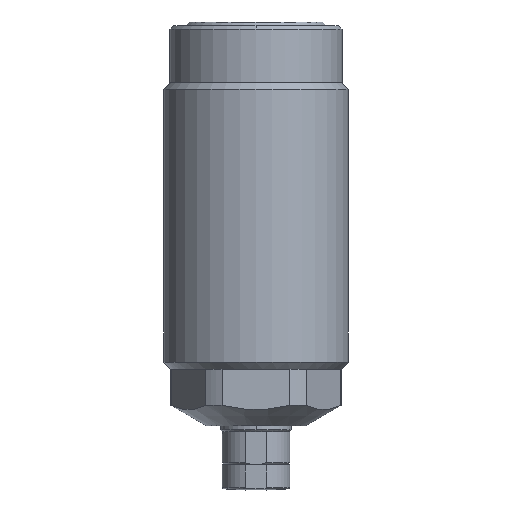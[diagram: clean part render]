
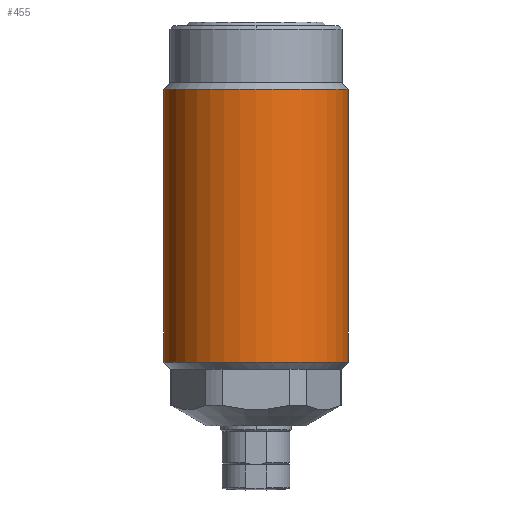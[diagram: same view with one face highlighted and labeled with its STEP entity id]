
A CAD part, front view. The second image highlights one B-rep face of the part: STEP entity #455.
In plain terms, the highlighted cylindrical face has radius 13 mm (diameter 26 mm), a partial arc.
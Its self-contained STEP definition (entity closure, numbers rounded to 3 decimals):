
#3 = CARTESIAN_POINT ( 'NONE',  ( 17.017, 6.737, 19. ) ) ;
#11 = VERTEX_POINT ( 'NONE', #1752 ) ;
#46 = EDGE_CURVE ( 'NONE', #267, #136, #654, .T. ) ;
#136 = VERTEX_POINT ( 'NONE', #159 ) ;
#159 = CARTESIAN_POINT ( 'NONE',  ( -8.983, 6.737, 19. ) ) ;
#196 = VECTOR ( 'NONE', #210, 1000. ) ;
#210 = DIRECTION ( 'NONE',  ( 0., 0., -1. ) ) ;
#267 = VERTEX_POINT ( 'NONE', #3 ) ;
#343 = EDGE_CURVE ( 'NONE', #136, #11, #358, .T. ) ;
#352 = ORIENTED_EDGE ( 'NONE', *, *, #1374, .T. ) ;
#358 = LINE ( 'NONE', #2327, #196 ) ;
#455 = ADVANCED_FACE ( 'NONE', ( #827 ), #1612, .T. ) ;
#491 = CARTESIAN_POINT ( 'NONE',  ( 17.017, 6.737, 20. ) ) ;
#545 = ORIENTED_EDGE ( 'NONE', *, *, #46, .T. ) ;
#610 = DIRECTION ( 'NONE',  ( -1., 0., 0. ) ) ;
#654 = CIRCLE ( 'NONE', #1769, 13. ) ;
#774 = CIRCLE ( 'NONE', #1294, 13. ) ;
#827 = FACE_OUTER_BOUND ( 'NONE', #1433, .T. ) ;
#888 = ORIENTED_EDGE ( 'NONE', *, *, #343, .T. ) ;
#958 = ORIENTED_EDGE ( 'NONE', *, *, #1243, .F. ) ;
#974 = VECTOR ( 'NONE', #1647, 1000. ) ;
#1034 = DIRECTION ( 'NONE',  ( 0., 0., -1. ) ) ;
#1243 = EDGE_CURVE ( 'NONE', #267, #1813, #1265, .T. ) ;
#1265 = LINE ( 'NONE', #491, #974 ) ;
#1277 = CARTESIAN_POINT ( 'NONE',  ( 17.017, 6.737, -19.5 ) ) ;
#1294 = AXIS2_PLACEMENT_3D ( 'NONE', #2444, #1702, #1496 ) ;
#1374 = EDGE_CURVE ( 'NONE', #11, #1813, #774, .T. ) ;
#1375 = CARTESIAN_POINT ( 'NONE',  ( 4.017, 6.737, 19. ) ) ;
#1413 = DIRECTION ( 'NONE',  ( -1., 0., 0. ) ) ;
#1433 = EDGE_LOOP ( 'NONE', ( #958, #545, #888, #352 ) ) ;
#1496 = DIRECTION ( 'NONE',  ( -1., 0., 0. ) ) ;
#1612 = CYLINDRICAL_SURFACE ( 'NONE', #2257, 13. ) ;
#1647 = DIRECTION ( 'NONE',  ( 0., 0., -1. ) ) ;
#1702 = DIRECTION ( 'NONE',  ( 0., 0., 1. ) ) ;
#1752 = CARTESIAN_POINT ( 'NONE',  ( -8.983, 6.737, -19.5 ) ) ;
#1769 = AXIS2_PLACEMENT_3D ( 'NONE', #1375, #2328, #610 ) ;
#1813 = VERTEX_POINT ( 'NONE', #1277 ) ;
#2191 = CARTESIAN_POINT ( 'NONE',  ( 4.017, 6.737, 20. ) ) ;
#2257 = AXIS2_PLACEMENT_3D ( 'NONE', #2191, #1034, #1413 ) ;
#2327 = CARTESIAN_POINT ( 'NONE',  ( -8.983, 6.737, 20. ) ) ;
#2328 = DIRECTION ( 'NONE',  ( 0., 0., -1. ) ) ;
#2444 = CARTESIAN_POINT ( 'NONE',  ( 4.017, 6.737, -19.5 ) ) ;
